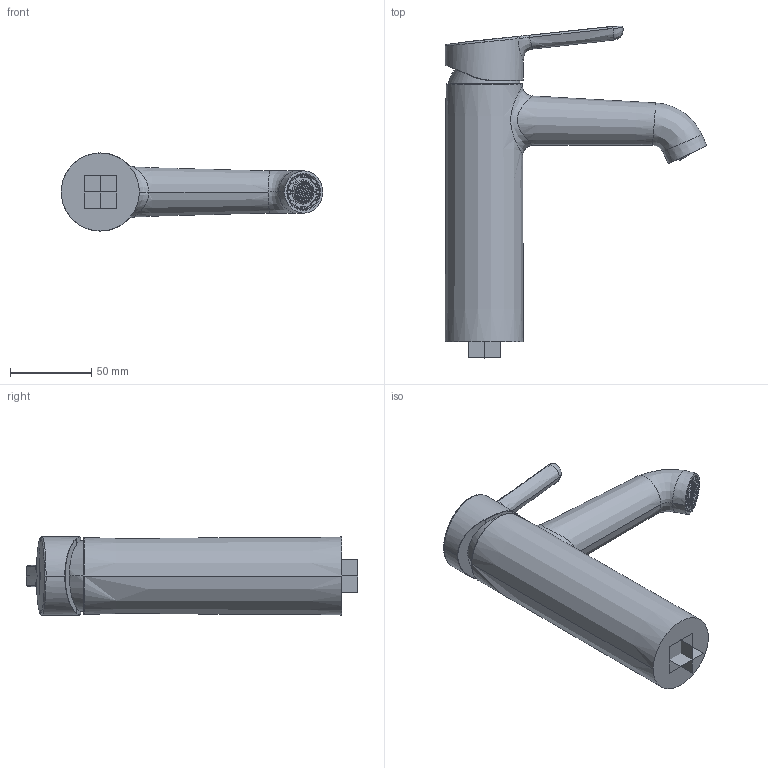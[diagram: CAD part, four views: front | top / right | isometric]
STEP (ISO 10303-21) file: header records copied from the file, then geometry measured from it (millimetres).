
FILE_DESCRIPTION((''),'2;1');
FILE_NAME('TVW116002000_3DPL','2025-06-03T14:23:17',('LazarovP'),(''),'CREO PARAMETRIC BY PTC INC, 2024253','CREO PARAMETRIC BY PTC INC, 2024253','');
FILE_SCHEMA(('AP242_MANAGED_MODEL_BASED_3D_ENGINEERING_MIM_LF { 1 0 10303 442 1 1 4 }'));
Length unit declared in the file: millimetre
Products named in the file (1): TVW116002000_3DPL
Bounding box: 160.78 x 204.08 x 48 mm (x, y, z)
Volume: 401590.2 mm3; surface area: 45523.3 mm2
Topology: 1 solids, 4 shells, 1072 faces, 2862 edges, 1887 vertices
Faces by surface type: cylinder 464, plane 358, extrusion 112, bspline 101, torus 25, cone 10, sphere 2
Entity records: 50812 total; most frequent: CARTESIAN_POINT 18345, ORIENTED_EDGE 5712, DIRECTION 3685, EDGE_CURVE 2862, VERTEX_POINT 1887, VECTOR 1537, LINE 1425, B_SPLINE_CURVE_WITH_KNOTS 1336
